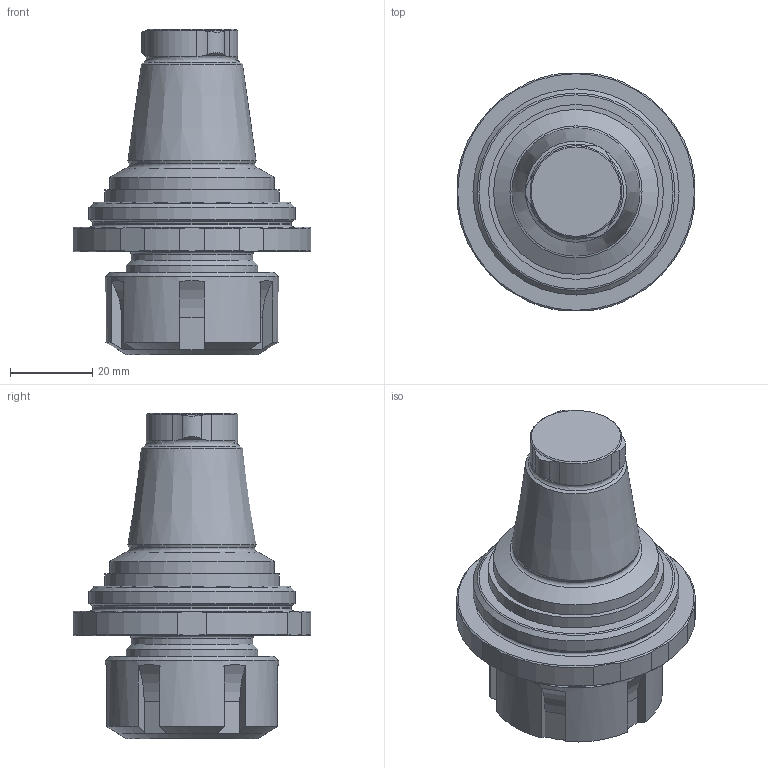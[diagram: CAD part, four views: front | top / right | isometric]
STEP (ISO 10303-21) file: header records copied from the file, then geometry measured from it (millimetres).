
FILE_DESCRIPTION(/* description */ ('Unknown'),/* implementation_level */ '2;1');
FILE_NAME(/* name */ '320032016',/* time_stamp */ '2020-07-23T14:02:25+02:00',/* author */ ('KS'),/* organization */ ('WTO'),/* preprocessor_version */ 'ST-DEVELOPER v16.7',/* originating_system */ 'DEX',/* authorisation */ $);
FILE_SCHEMA (('AUTOMOTIVE_DESIGN {1 0 10303 214 3 1 1}'));
Length unit declared in the file: millimetre
Products named in the file (1): 089099_320032016_vereinfacht_STP_00415642
Bounding box: 57.6 x 57.7 x 79 mm (x, y, z)
Volume: 68612.6 mm3; surface area: 18757.6 mm2
Topology: 1 solids, 2 shells, 104 faces, 254 edges, 160 vertices
Faces by surface type: cylinder 36, plane 36, cone 26, torus 6
Full cylindrical faces by diameter (mm): 18.5 x2, 20.8 x1, 29.5 x1, 32 x1, 40 x1, 42 x1, 42.4 x1, 48.1 x1, 50 x1
Entity records: 2920 total; most frequent: CARTESIAN_POINT 693, DIRECTION 442, ORIENTED_EDGE 430, EDGE_CURVE 215, AXIS2_PLACEMENT_3D 192, VERTEX_POINT 151, EDGE_LOOP 140, FACE_BOUND 140
